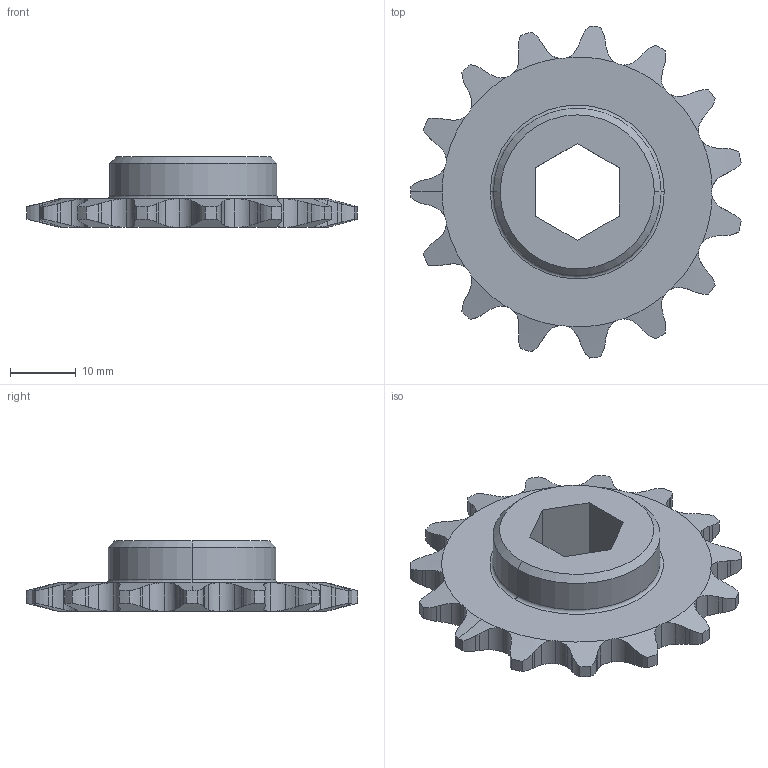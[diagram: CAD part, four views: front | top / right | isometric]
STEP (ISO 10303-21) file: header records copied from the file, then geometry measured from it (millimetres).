
FILE_DESCRIPTION (( 'STEP AP203' ), '1' );
FILE_NAME ('217-2660-STEP-20140807.STEP', '2014-08-07T15:46:56', ( '' ), ( '' ), 'SwSTEP 2.0', 'SolidWorks 2014', '' );
FILE_SCHEMA (( 'CONFIG_CONTROL_DESIGN' ));
Length unit declared in the file: inch
Products named in the file (1): 217-2660-STEP-20140807
Bounding box: 50.14 x 50.4 x 10.67 mm (x, y, z)
Volume: 8301.2 mm3; surface area: 4561.5 mm2
Topology: 1 solids, 1 shells, 181 faces, 530 edges, 352 vertices
Faces by surface type: cylinder 107, plane 39, cone 33, torus 2
Entity records: 6567 total; most frequent: CARTESIAN_POINT 2024, ORIENTED_EDGE 1060, DIRECTION 786, EDGE_CURVE 530, VERTEX_POINT 352, AXIS2_PLACEMENT_3D 314, B_SPLINE_CURVE_WITH_KNOTS 240, EDGE_LOOP 184
